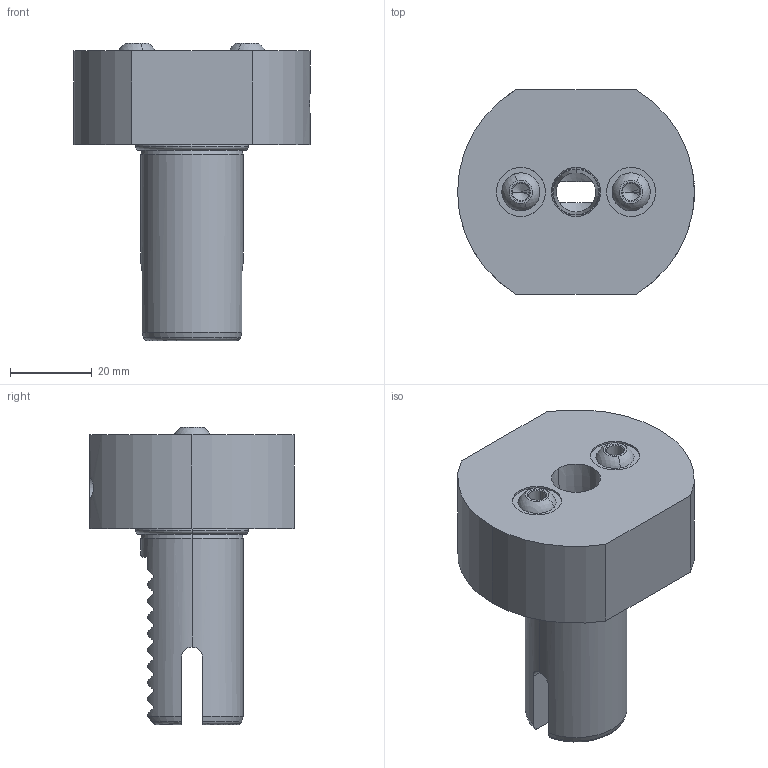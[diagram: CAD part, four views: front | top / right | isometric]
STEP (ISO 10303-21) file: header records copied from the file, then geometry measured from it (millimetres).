
FILE_DESCRIPTION (( 'STEP AP203' ), '1' );
FILE_NAME ('STEP.STEP', '2020-05-11T06:47:48', ( '' ), ( '' ), 'SwSTEP 2.0', 'SolidWorks 2017', '' );
FILE_SCHEMA (( 'CONFIG_CONTROL_DESIGN' ));
Length unit declared in the file: millimetre
Products named in the file (1): STEP
Bounding box: 58 x 50 x 72.8 mm (x, y, z)
Volume: 69736.2 mm3; surface area: 20281.8 mm2
Topology: 8 solids, 8 shells, 209 faces, 541 edges, 335 vertices
Faces by surface type: plane 73, cylinder 72, cone 43, torus 13, sphere 8
Entity records: 6910 total; most frequent: CARTESIAN_POINT 2005, ORIENTED_EDGE 1030, DIRECTION 994, EDGE_CURVE 515, AXIS2_PLACEMENT_3D 390, VERTEX_POINT 323, EDGE_LOOP 232, LINE 214
